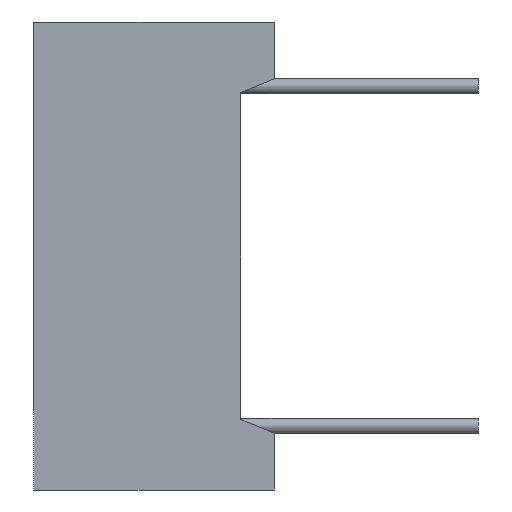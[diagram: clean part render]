
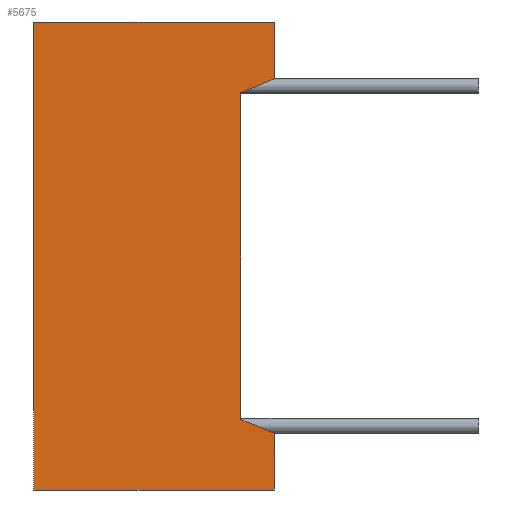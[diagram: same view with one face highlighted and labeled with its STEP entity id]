
A CAD part, left-side view. The second image highlights one B-rep face of the part: STEP entity #5675.
In plain terms, the highlighted planar face has unit normal (-1, 0, 0).
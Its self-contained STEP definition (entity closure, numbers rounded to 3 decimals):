
#59 = VECTOR ( 'NONE', #5958, 1000. ) ;
#66 = CARTESIAN_POINT ( 'NONE',  ( -11.25, 0., 7. ) ) ;
#94 = VERTEX_POINT ( 'NONE', #66 ) ;
#107 = LINE ( 'NONE', #4110, #4174 ) ;
#138 = LINE ( 'NONE', #6173, #2794 ) ;
#342 = ORIENTED_EDGE ( 'NONE', *, *, #5806, .F. ) ;
#343 = LINE ( 'NONE', #2224, #1596 ) ;
#352 = ORIENTED_EDGE ( 'NONE', *, *, #2767, .T. ) ;
#357 = CARTESIAN_POINT ( 'NONE',  ( -11.25, 0., -7. ) ) ;
#412 = EDGE_CURVE ( 'NONE', #6688, #3336, #3505, .T. ) ;
#618 = VERTEX_POINT ( 'NONE', #2348 ) ;
#704 = VERTEX_POINT ( 'NONE', #4519 ) ;
#734 = DIRECTION ( 'NONE',  ( 0., 1., 0. ) ) ;
#943 = DIRECTION ( 'NONE',  ( 0., 0.924, -0.383 ) ) ;
#1301 = ORIENTED_EDGE ( 'NONE', *, *, #6025, .F. ) ;
#1596 = VECTOR ( 'NONE', #4346, 1000. ) ;
#1711 = VECTOR ( 'NONE', #4289, 1000. ) ;
#1751 = CARTESIAN_POINT ( 'NONE',  ( -11.25, -6.2, -7. ) ) ;
#1844 = ORIENTED_EDGE ( 'NONE', *, *, #1894, .F. ) ;
#1851 = CARTESIAN_POINT ( 'NONE',  ( -11.25, -7.2, -7. ) ) ;
#1859 = AXIS2_PLACEMENT_3D ( 'NONE', #1851, #5536, #2382 ) ;
#1894 = EDGE_CURVE ( 'NONE', #704, #6380, #2714, .T. ) ;
#2009 = EDGE_LOOP ( 'NONE', ( #1301, #1844, #2023, #2793, #352, #342, #3737, #5177 ) ) ;
#2023 = ORIENTED_EDGE ( 'NONE', *, *, #4217, .F. ) ;
#2024 = EDGE_CURVE ( 'NONE', #2328, #2958, #138, .T. ) ;
#2224 = CARTESIAN_POINT ( 'NONE',  ( -11.25, -7.2, -7. ) ) ;
#2231 = CARTESIAN_POINT ( 'NONE',  ( -11.25, -7.2, -7. ) ) ;
#2328 = VERTEX_POINT ( 'NONE', #2231 ) ;
#2348 = CARTESIAN_POINT ( 'NONE',  ( -11.25, -7.2, -5.305 ) ) ;
#2382 = DIRECTION ( 'NONE',  ( 0., 0., 1. ) ) ;
#2455 = LINE ( 'NONE', #357, #5257 ) ;
#2714 = LINE ( 'NONE', #1751, #59 ) ;
#2767 = EDGE_CURVE ( 'NONE', #3336, #94, #6239, .T. ) ;
#2793 = ORIENTED_EDGE ( 'NONE', *, *, #412, .T. ) ;
#2794 = VECTOR ( 'NONE', #6672, 1000. ) ;
#2958 = VERTEX_POINT ( 'NONE', #6664 ) ;
#3298 = CARTESIAN_POINT ( 'NONE',  ( -11.25, -7.2, 7. ) ) ;
#3335 = EDGE_CURVE ( 'NONE', #2328, #618, #343, .T. ) ;
#3336 = VERTEX_POINT ( 'NONE', #3298 ) ;
#3344 = VECTOR ( 'NONE', #6642, 1000. ) ;
#3505 = LINE ( 'NONE', #3525, #3344 ) ;
#3525 = CARTESIAN_POINT ( 'NONE',  ( -11.25, -7.2, -7. ) ) ;
#3737 = ORIENTED_EDGE ( 'NONE', *, *, #2024, .F. ) ;
#3778 = FACE_OUTER_BOUND ( 'NONE', #2009, .T. ) ;
#3890 = CARTESIAN_POINT ( 'NONE',  ( -11.25, -7.2, 7. ) ) ;
#4058 = DIRECTION ( 'NONE',  ( 0., 0., 1. ) ) ;
#4110 = CARTESIAN_POINT ( 'NONE',  ( -11.25, -2.85, 3.503 ) ) ;
#4174 = VECTOR ( 'NONE', #943, 1000. ) ;
#4217 = EDGE_CURVE ( 'NONE', #6688, #704, #107, .T. ) ;
#4272 = CARTESIAN_POINT ( 'NONE',  ( -11.25, -7.2, 5.305 ) ) ;
#4289 = DIRECTION ( 'NONE',  ( 0., -0.924, -0.383 ) ) ;
#4346 = DIRECTION ( 'NONE',  ( 0., 0., 1. ) ) ;
#4519 = CARTESIAN_POINT ( 'NONE',  ( -11.25, -6.2, 4.891 ) ) ;
#4678 = LINE ( 'NONE', #5828, #1711 ) ;
#4834 = VECTOR ( 'NONE', #734, 1000. ) ;
#5177 = ORIENTED_EDGE ( 'NONE', *, *, #3335, .T. ) ;
#5257 = VECTOR ( 'NONE', #4058, 1000. ) ;
#5530 = CARTESIAN_POINT ( 'NONE',  ( -11.25, -6.2, -4.891 ) ) ;
#5536 = DIRECTION ( 'NONE',  ( -1., 0., 0. ) ) ;
#5675 = ADVANCED_FACE ( 'NONE', ( #3778 ), #6037, .T. ) ;
#5806 = EDGE_CURVE ( 'NONE', #2958, #94, #2455, .T. ) ;
#5828 = CARTESIAN_POINT ( 'NONE',  ( -11.25, -7.799, -5.553 ) ) ;
#5958 = DIRECTION ( 'NONE',  ( 0., 0., -1. ) ) ;
#6025 = EDGE_CURVE ( 'NONE', #6380, #618, #4678, .T. ) ;
#6037 = PLANE ( 'NONE',  #1859 ) ;
#6173 = CARTESIAN_POINT ( 'NONE',  ( -11.25, -7.2, -7. ) ) ;
#6239 = LINE ( 'NONE', #3890, #4834 ) ;
#6380 = VERTEX_POINT ( 'NONE', #5530 ) ;
#6642 = DIRECTION ( 'NONE',  ( 0., 0., 1. ) ) ;
#6664 = CARTESIAN_POINT ( 'NONE',  ( -11.25, 0., -7. ) ) ;
#6672 = DIRECTION ( 'NONE',  ( 0., 1., 0. ) ) ;
#6688 = VERTEX_POINT ( 'NONE', #4272 ) ;
